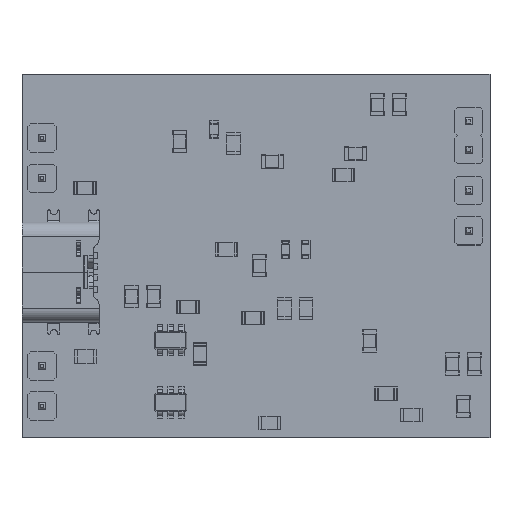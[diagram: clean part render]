
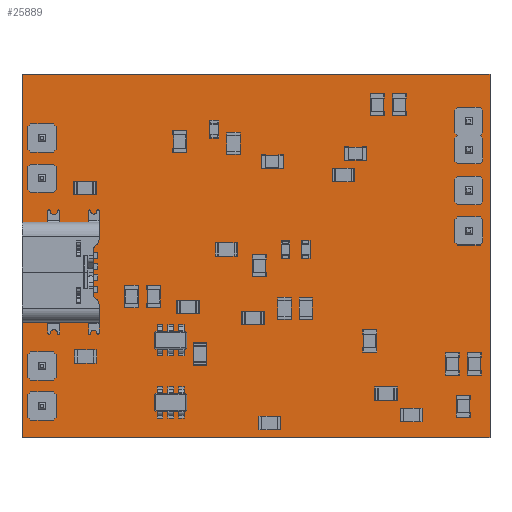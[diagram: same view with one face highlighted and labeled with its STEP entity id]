
A CAD part, top view. The second image highlights one B-rep face of the part: STEP entity #25889.
In plain terms, the highlighted planar face has unit normal (0, 0, 1).
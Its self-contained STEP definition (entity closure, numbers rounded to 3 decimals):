
#25689 = VERTEX_POINT('',#25690);
#25690 = CARTESIAN_POINT('',(20.95,-16.25,1.51));
#25696 = EDGE_CURVE('',#25689,#25697,#25699,.T.);
#25697 = VERTEX_POINT('',#25698);
#25698 = CARTESIAN_POINT('',(-20.95,-16.25,1.51));
#25699 = LINE('',#25700,#25701);
#25700 = CARTESIAN_POINT('',(20.95,-16.25,1.51));
#25701 = VECTOR('',#25702,1.);
#25702 = DIRECTION('',(-1.,0.,0.));
#25729 = VERTEX_POINT('',#25730);
#25730 = CARTESIAN_POINT('',(20.95,16.25,1.51));
#25736 = EDGE_CURVE('',#25729,#25689,#25737,.T.);
#25737 = LINE('',#25738,#25739);
#25738 = CARTESIAN_POINT('',(20.95,16.25,1.51));
#25739 = VECTOR('',#25740,1.);
#25740 = DIRECTION('',(0.,-1.,0.));
#25758 = EDGE_CURVE('',#25697,#25759,#25761,.T.);
#25759 = VERTEX_POINT('',#25760);
#25760 = CARTESIAN_POINT('',(-20.95,16.25,1.51));
#25761 = LINE('',#25762,#25763);
#25762 = CARTESIAN_POINT('',(-20.95,-16.25,1.51));
#25763 = VECTOR('',#25764,1.);
#25764 = DIRECTION('',(0.,1.,0.));
#25889 = ADVANCED_FACE('',(#25890,#25901,#25912,#25923,#25934,#25945,
    #25956,#25967,#25978),#25989,.T.);
#25890 = FACE_BOUND('',#25891,.T.);
#25891 = EDGE_LOOP('',(#25892,#25893,#25894,#25900));
#25892 = ORIENTED_EDGE('',*,*,#25696,.F.);
#25893 = ORIENTED_EDGE('',*,*,#25736,.F.);
#25894 = ORIENTED_EDGE('',*,*,#25895,.F.);
#25895 = EDGE_CURVE('',#25759,#25729,#25896,.T.);
#25896 = LINE('',#25897,#25898);
#25897 = CARTESIAN_POINT('',(-20.95,16.25,1.51));
#25898 = VECTOR('',#25899,1.);
#25899 = DIRECTION('',(1.,0.,0.));
#25900 = ORIENTED_EDGE('',*,*,#25758,.F.);
#25901 = FACE_BOUND('',#25902,.T.);
#25902 = EDGE_LOOP('',(#25903));
#25903 = ORIENTED_EDGE('',*,*,#25904,.T.);
#25904 = EDGE_CURVE('',#25905,#25905,#25907,.T.);
#25905 = VERTEX_POINT('',#25906);
#25906 = CARTESIAN_POINT('',(-19.15,-13.95,1.51));
#25907 = CIRCLE('',#25908,0.5);
#25908 = AXIS2_PLACEMENT_3D('',#25909,#25910,#25911);
#25909 = CARTESIAN_POINT('',(-19.15,-13.45,1.51));
#25910 = DIRECTION('',(-0.,0.,-1.));
#25911 = DIRECTION('',(-0.,-1.,0.));
#25912 = FACE_BOUND('',#25913,.T.);
#25913 = EDGE_LOOP('',(#25914));
#25914 = ORIENTED_EDGE('',*,*,#25915,.T.);
#25915 = EDGE_CURVE('',#25916,#25916,#25918,.T.);
#25916 = VERTEX_POINT('',#25917);
#25917 = CARTESIAN_POINT('',(-19.15,-10.35,1.51));
#25918 = CIRCLE('',#25919,0.5);
#25919 = AXIS2_PLACEMENT_3D('',#25920,#25921,#25922);
#25920 = CARTESIAN_POINT('',(-19.15,-9.85,1.51));
#25921 = DIRECTION('',(-0.,0.,-1.));
#25922 = DIRECTION('',(-0.,-1.,0.));
#25923 = FACE_BOUND('',#25924,.T.);
#25924 = EDGE_LOOP('',(#25925));
#25925 = ORIENTED_EDGE('',*,*,#25926,.T.);
#25926 = EDGE_CURVE('',#25927,#25927,#25929,.T.);
#25927 = VERTEX_POINT('',#25928);
#25928 = CARTESIAN_POINT('',(-19.15,6.45,1.51));
#25929 = CIRCLE('',#25930,0.5);
#25930 = AXIS2_PLACEMENT_3D('',#25931,#25932,#25933);
#25931 = CARTESIAN_POINT('',(-19.15,6.95,1.51));
#25932 = DIRECTION('',(-0.,0.,-1.));
#25933 = DIRECTION('',(-0.,-1.,0.));
#25934 = FACE_BOUND('',#25935,.T.);
#25935 = EDGE_LOOP('',(#25936));
#25936 = ORIENTED_EDGE('',*,*,#25937,.T.);
#25937 = EDGE_CURVE('',#25938,#25938,#25940,.T.);
#25938 = VERTEX_POINT('',#25939);
#25939 = CARTESIAN_POINT('',(-19.15,10.05,1.51));
#25940 = CIRCLE('',#25941,0.5);
#25941 = AXIS2_PLACEMENT_3D('',#25942,#25943,#25944);
#25942 = CARTESIAN_POINT('',(-19.15,10.55,1.51));
#25943 = DIRECTION('',(-0.,0.,-1.));
#25944 = DIRECTION('',(-0.,-1.,0.));
#25945 = FACE_BOUND('',#25946,.T.);
#25946 = EDGE_LOOP('',(#25947));
#25947 = ORIENTED_EDGE('',*,*,#25948,.T.);
#25948 = EDGE_CURVE('',#25949,#25949,#25951,.T.);
#25949 = VERTEX_POINT('',#25950);
#25950 = CARTESIAN_POINT('',(19.05,1.75,1.51));
#25951 = CIRCLE('',#25952,0.5);
#25952 = AXIS2_PLACEMENT_3D('',#25953,#25954,#25955);
#25953 = CARTESIAN_POINT('',(19.05,2.25,1.51));
#25954 = DIRECTION('',(-0.,0.,-1.));
#25955 = DIRECTION('',(-0.,-1.,0.));
#25956 = FACE_BOUND('',#25957,.T.);
#25957 = EDGE_LOOP('',(#25958));
#25958 = ORIENTED_EDGE('',*,*,#25959,.T.);
#25959 = EDGE_CURVE('',#25960,#25960,#25962,.T.);
#25960 = VERTEX_POINT('',#25961);
#25961 = CARTESIAN_POINT('',(19.05,5.35,1.51));
#25962 = CIRCLE('',#25963,0.5);
#25963 = AXIS2_PLACEMENT_3D('',#25964,#25965,#25966);
#25964 = CARTESIAN_POINT('',(19.05,5.85,1.51));
#25965 = DIRECTION('',(-0.,0.,-1.));
#25966 = DIRECTION('',(-0.,-1.,0.));
#25967 = FACE_BOUND('',#25968,.T.);
#25968 = EDGE_LOOP('',(#25969));
#25969 = ORIENTED_EDGE('',*,*,#25970,.T.);
#25970 = EDGE_CURVE('',#25971,#25971,#25973,.T.);
#25971 = VERTEX_POINT('',#25972);
#25972 = CARTESIAN_POINT('',(19.05,9.01,1.51));
#25973 = CIRCLE('',#25974,0.5);
#25974 = AXIS2_PLACEMENT_3D('',#25975,#25976,#25977);
#25975 = CARTESIAN_POINT('',(19.05,9.51,1.51));
#25976 = DIRECTION('',(-0.,0.,-1.));
#25977 = DIRECTION('',(-0.,-1.,0.));
#25978 = FACE_BOUND('',#25979,.T.);
#25979 = EDGE_LOOP('',(#25980));
#25980 = ORIENTED_EDGE('',*,*,#25981,.T.);
#25981 = EDGE_CURVE('',#25982,#25982,#25984,.T.);
#25982 = VERTEX_POINT('',#25983);
#25983 = CARTESIAN_POINT('',(19.05,11.55,1.51));
#25984 = CIRCLE('',#25985,0.5);
#25985 = AXIS2_PLACEMENT_3D('',#25986,#25987,#25988);
#25986 = CARTESIAN_POINT('',(19.05,12.05,1.51));
#25987 = DIRECTION('',(-0.,0.,-1.));
#25988 = DIRECTION('',(-0.,-1.,0.));
#25989 = PLANE('',#25990);
#25990 = AXIS2_PLACEMENT_3D('',#25991,#25992,#25993);
#25991 = CARTESIAN_POINT('',(0.,0.,1.51));
#25992 = DIRECTION('',(0.,0.,1.));
#25993 = DIRECTION('',(1.,0.,-0.));
